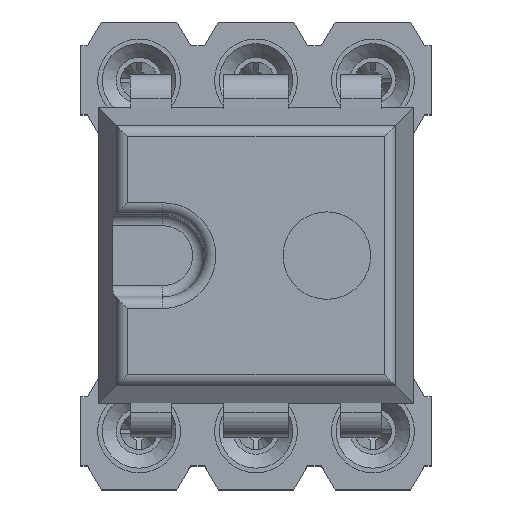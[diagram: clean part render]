
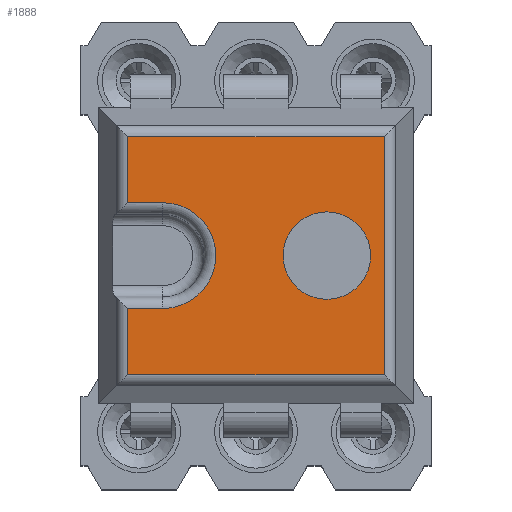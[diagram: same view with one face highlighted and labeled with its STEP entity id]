
A CAD part, top view. The second image highlights one B-rep face of the part: STEP entity #1888.
In plain terms, the highlighted planar face has unit normal (0, 0, 1).
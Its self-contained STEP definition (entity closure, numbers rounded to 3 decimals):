
#1888=ADVANCED_FACE('',(#4050,#4052),#4054,.T.);
#4050=FACE_BOUND('',#4051,.T.);
#4051=EDGE_LOOP('',(#5415,#5416,#5417,#5418,#5419,#5420,#5421,#5422));
#4052=FACE_BOUND('',#4053,.T.);
#4053=EDGE_LOOP('',(#5423));
#4054=PLANE('',#4055);
#4055=AXIS2_PLACEMENT_3D('',#4056,#4057,#4058);
#4056=CARTESIAN_POINT('',(0.,0.,3.9));
#4057=DIRECTION('',(0.,0.,1.));
#4058=DIRECTION('',(1.,0.,0.));
#5415=ORIENTED_EDGE('',*,*,#6244,.T.);
#5416=ORIENTED_EDGE('',*,*,#6252,.T.);
#5417=ORIENTED_EDGE('',*,*,#6250,.T.);
#5418=ORIENTED_EDGE('',*,*,#6249,.T.);
#5419=ORIENTED_EDGE('',*,*,#6235,.T.);
#5420=ORIENTED_EDGE('',*,*,#6233,.T.);
#5421=ORIENTED_EDGE('',*,*,#6231,.T.);
#5422=ORIENTED_EDGE('',*,*,#6247,.T.);
#5423=ORIENTED_EDGE('',*,*,#6253,.T.);
#6231=EDGE_CURVE('',#7052,#7050,#7053,.T.);
#6233=EDGE_CURVE('',#7055,#7052,#7056,.T.);
#6235=EDGE_CURVE('',#7058,#7055,#7059,.T.);
#6244=EDGE_CURVE('',#7072,#7073,#7074,.F.);
#6247=EDGE_CURVE('',#7050,#7072,#7077,.T.);
#6249=EDGE_CURVE('',#7078,#7058,#7080,.T.);
#6250=EDGE_CURVE('',#7081,#7078,#7082,.F.);
#6252=EDGE_CURVE('',#7073,#7081,#7084,.F.);
#6253=EDGE_CURVE('',#7085,#7085,#7086,.F.);
#7050=VERTEX_POINT('',#9279);
#7052=VERTEX_POINT('',#9284);
#7053=LINE('',#9285,#9286);
#7055=VERTEX_POINT('',#9292);
#7056=LINE('',#9293,#9294);
#7058=VERTEX_POINT('',#9300);
#7059=LINE('',#9301,#9302);
#7072=VERTEX_POINT('',#9336);
#7073=VERTEX_POINT('',#9337);
#7074=LINE('',#9338,#9339);
#7077=LINE('',#9349,#9350);
#7078=VERTEX_POINT('',#9352);
#7080=LINE('',#9357,#9358);
#7081=VERTEX_POINT('',#9360);
#7082=LINE('',#9361,#9362);
#7084=CIRCLE('',#9368,1.15);
#7085=VERTEX_POINT('',#9372);
#7086=CIRCLE('',#9373,0.95);
#9279=CARTESIAN_POINT('',(-0.251,6.396,3.9));
#9284=CARTESIAN_POINT('',(5.331,6.396,3.9));
#9285=CARTESIAN_POINT('',(5.331,6.396,3.9));
#9286=VECTOR('',#9287,1.);
#9287=DIRECTION('',(-1.,0.,0.));
#9292=CARTESIAN_POINT('',(5.331,1.224,3.9));
#9293=CARTESIAN_POINT('',(5.331,1.224,3.9));
#9294=VECTOR('',#9295,1.);
#9295=DIRECTION('',(0.,1.,0.));
#9300=CARTESIAN_POINT('',(-0.251,1.224,3.9));
#9301=CARTESIAN_POINT('',(-0.251,1.224,3.9));
#9302=VECTOR('',#9303,1.);
#9303=DIRECTION('',(1.,0.,0.));
#9336=CARTESIAN_POINT('',(-0.251,4.96,3.9));
#9337=CARTESIAN_POINT('',(0.515,4.96,3.9));
#9338=CARTESIAN_POINT('',(0.515,4.96,3.9));
#9339=VECTOR('',#9340,1.);
#9340=DIRECTION('',(-1.,0.,0.));
#9349=CARTESIAN_POINT('',(-0.251,6.396,3.9));
#9350=VECTOR('',#9351,1.);
#9351=DIRECTION('',(0.,-1.,0.));
#9352=CARTESIAN_POINT('',(-0.251,2.66,3.9));
#9357=CARTESIAN_POINT('',(-0.251,2.66,3.9));
#9358=VECTOR('',#9359,1.);
#9359=DIRECTION('',(0.,-1.,0.));
#9360=CARTESIAN_POINT('',(0.515,2.66,3.9));
#9361=CARTESIAN_POINT('',(-0.251,2.66,3.9));
#9362=VECTOR('',#9363,1.);
#9363=DIRECTION('',(1.,0.,0.));
#9368=AXIS2_PLACEMENT_3D('',#9369,#9370,#9371);
#9369=CARTESIAN_POINT('',(0.515,3.81,3.9));
#9370=DIRECTION('',(-0.,0.,1.));
#9371=DIRECTION('',(0.,-1.,0.));
#9372=CARTESIAN_POINT('',(5.03,3.81,3.9));
#9373=AXIS2_PLACEMENT_3D('',#9374,#9375,#9376);
#9374=CARTESIAN_POINT('',(4.08,3.81,3.9));
#9375=DIRECTION('',(0.,0.,1.));
#9376=DIRECTION('',(1.,0.,0.));
